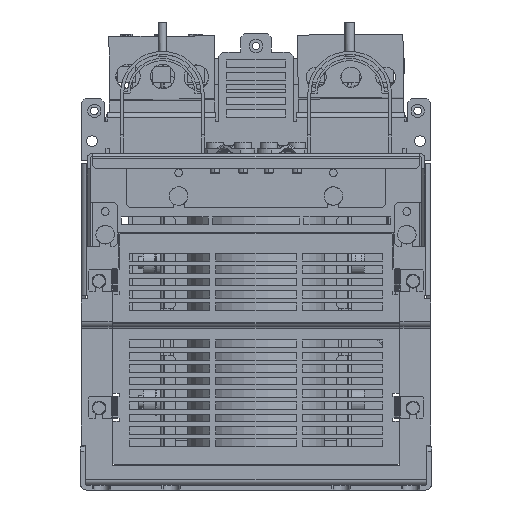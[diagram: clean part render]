
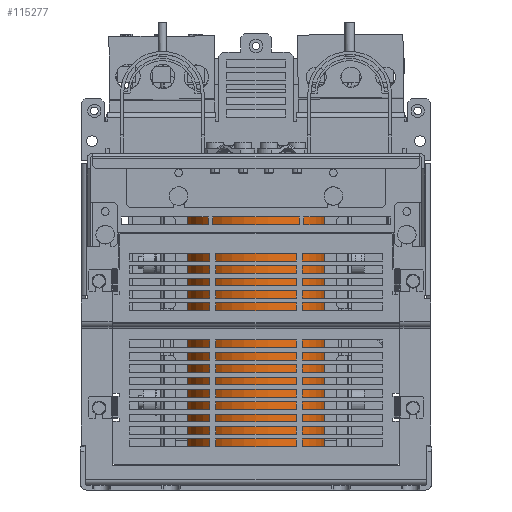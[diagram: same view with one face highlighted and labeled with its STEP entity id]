
A CAD part, front view. The second image highlights one B-rep face of the part: STEP entity #115277.
In plain terms, the highlighted cylindrical face has radius 44.5 mm (diameter 89 mm), a partial arc.
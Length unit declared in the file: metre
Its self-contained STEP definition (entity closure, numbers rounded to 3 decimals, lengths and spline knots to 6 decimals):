
#115013=CARTESIAN_POINT('',(0.,-0.2255,0.2165));
#115014=DIRECTION('',(0.,0.,-1.));
#115015=DIRECTION('',(1.,0.,0.));
#115016=AXIS2_PLACEMENT_3D('',#115013,#115014,#115015);
#115026=DIRECTION('',(0.,0.,1.));
#115027=VECTOR('',#115026,0.198);
#115028=CARTESIAN_POINT('',(0.0445,-0.2255,0.0185));
#115029=LINE('',#115028,#115027);
#115030=DIRECTION('',(0.,0.,1.));
#115031=VECTOR('',#115030,0.198);
#115032=CARTESIAN_POINT('',(-0.0445,-0.2255,0.0185));
#115033=LINE('',#115032,#115031);
#115039=CARTESIAN_POINT('',(0.,-0.2255,0.0185));
#115040=DIRECTION('',(0.,0.,1.));
#115041=DIRECTION('',(-1.,0.,0.));
#115042=AXIS2_PLACEMENT_3D('',#115039,#115040,#115041);
#115168=CARTESIAN_POINT('',(-0.0445,-0.2255,0.2165));
#115169=CARTESIAN_POINT('',(0.0445,-0.2255,0.2165));
#115170=VERTEX_POINT('',#115168);
#115171=VERTEX_POINT('',#115169);
#115176=CARTESIAN_POINT('',(-0.0445,-0.2255,0.0185));
#115177=VERTEX_POINT('',#115176);
#115178=CARTESIAN_POINT('',(0.0445,-0.2255,0.0185));
#115179=VERTEX_POINT('',#115178);
#115265=CARTESIAN_POINT('',(0.,-0.2255,0.2165));
#115266=DIRECTION('',(0.,0.,1.));
#115267=DIRECTION('',(1.,0.,0.));
#115268=AXIS2_PLACEMENT_3D('',#115265,#115266,#115267);
#115269=CYLINDRICAL_SURFACE('',#115268,0.0445);
#115270=ORIENTED_EDGE('',*,*,#115222,.F.);
#115271=ORIENTED_EDGE('',*,*,#115253,.F.);
#115273=ORIENTED_EDGE('',*,*,#115272,.F.);
#115274=ORIENTED_EDGE('',*,*,#115249,.T.);
#115275=EDGE_LOOP('',(#115270,#115271,#115273,#115274));
#115276=FACE_OUTER_BOUND('',#115275,.F.);
#115277=ADVANCED_FACE('',(#115276),#115269,.T.);
#115017=CIRCLE('',#115016,0.0445);
#115043=CIRCLE('',#115042,0.0445);
#115222=EDGE_CURVE('',#115171,#115170,#115017,.T.);
#115249=EDGE_CURVE('',#115177,#115170,#115033,.T.);
#115253=EDGE_CURVE('',#115179,#115171,#115029,.T.);
#115272=EDGE_CURVE('',#115177,#115179,#115043,.T.);
